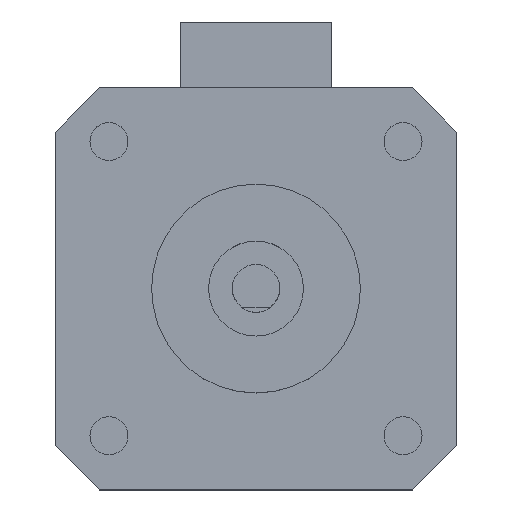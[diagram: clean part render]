
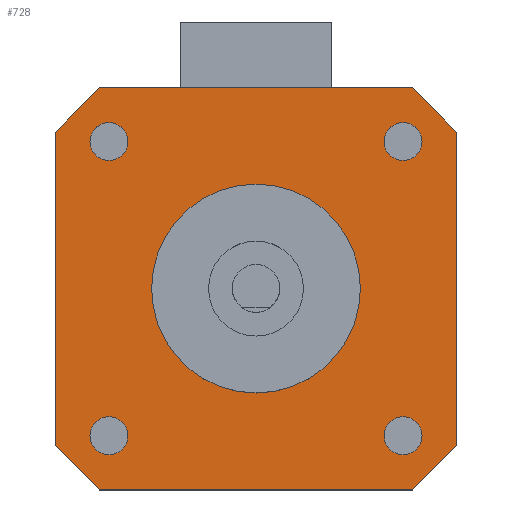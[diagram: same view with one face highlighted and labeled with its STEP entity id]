
A CAD part, top view. The second image highlights one B-rep face of the part: STEP entity #728.
In plain terms, the highlighted planar face has unit normal (0, 0, 1).
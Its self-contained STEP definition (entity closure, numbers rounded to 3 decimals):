
#113=DIRECTION('',(1.,0.,0.));
#114=VECTOR('',#113,33.);
#115=CARTESIAN_POINT('',(4.65,0.,41.));
#116=LINE('',#115,#114);
#117=DIRECTION('',(0.707,-0.707,0.));
#118=VECTOR('',#117,6.576);
#119=CARTESIAN_POINT('',(0.,4.65,41.));
#120=LINE('',#119,#118);
#121=DIRECTION('',(0.,-1.,0.));
#122=VECTOR('',#121,33.);
#123=CARTESIAN_POINT('',(0.,37.65,41.));
#124=LINE('',#123,#122);
#125=DIRECTION('',(-0.707,-0.707,0.));
#126=VECTOR('',#125,6.576);
#127=CARTESIAN_POINT('',(4.65,42.3,41.));
#128=LINE('',#127,#126);
#129=DIRECTION('',(-1.,0.,0.));
#130=VECTOR('',#129,33.);
#131=CARTESIAN_POINT('',(37.65,42.3,41.));
#132=LINE('',#131,#130);
#133=DIRECTION('',(-0.707,0.707,0.));
#134=VECTOR('',#133,6.576);
#135=CARTESIAN_POINT('',(42.3,37.65,41.));
#136=LINE('',#135,#134);
#137=DIRECTION('',(0.,1.,0.));
#138=VECTOR('',#137,33.);
#139=CARTESIAN_POINT('',(42.3,4.65,41.));
#140=LINE('',#139,#138);
#141=DIRECTION('',(0.707,0.707,0.));
#142=VECTOR('',#141,6.576);
#143=CARTESIAN_POINT('',(37.65,0.,41.));
#144=LINE('',#143,#142);
#145=CARTESIAN_POINT('',(5.65,36.65,41.));
#146=DIRECTION('',(0.,0.,1.));
#147=DIRECTION('',(1.,0.,0.));
#148=AXIS2_PLACEMENT_3D('',#145,#146,#147);
#150=CARTESIAN_POINT('',(5.65,36.65,41.));
#151=DIRECTION('',(0.,0.,1.));
#152=DIRECTION('',(-1.,0.,0.));
#153=AXIS2_PLACEMENT_3D('',#150,#151,#152);
#155=CARTESIAN_POINT('',(36.65,36.65,41.));
#156=DIRECTION('',(0.,0.,1.));
#157=DIRECTION('',(1.,0.,0.));
#158=AXIS2_PLACEMENT_3D('',#155,#156,#157);
#160=CARTESIAN_POINT('',(36.65,36.65,41.));
#161=DIRECTION('',(0.,0.,1.));
#162=DIRECTION('',(-1.,0.,0.));
#163=AXIS2_PLACEMENT_3D('',#160,#161,#162);
#165=CARTESIAN_POINT('',(5.65,5.65,41.));
#166=DIRECTION('',(0.,0.,1.));
#167=DIRECTION('',(1.,0.,0.));
#168=AXIS2_PLACEMENT_3D('',#165,#166,#167);
#170=CARTESIAN_POINT('',(5.65,5.65,41.));
#171=DIRECTION('',(0.,0.,1.));
#172=DIRECTION('',(-1.,0.,0.));
#173=AXIS2_PLACEMENT_3D('',#170,#171,#172);
#175=CARTESIAN_POINT('',(36.65,5.65,41.));
#176=DIRECTION('',(0.,0.,1.));
#177=DIRECTION('',(1.,0.,0.));
#178=AXIS2_PLACEMENT_3D('',#175,#176,#177);
#180=CARTESIAN_POINT('',(36.65,5.65,41.));
#181=DIRECTION('',(0.,0.,1.));
#182=DIRECTION('',(-1.,0.,0.));
#183=AXIS2_PLACEMENT_3D('',#180,#181,#182);
#185=CARTESIAN_POINT('',(21.15,21.15,41.));
#186=DIRECTION('',(0.,0.,1.));
#187=DIRECTION('',(1.,0.,0.));
#188=AXIS2_PLACEMENT_3D('',#185,#186,#187);
#190=CARTESIAN_POINT('',(21.15,21.15,41.));
#191=DIRECTION('',(0.,0.,1.));
#192=DIRECTION('',(-1.,0.,0.));
#193=AXIS2_PLACEMENT_3D('',#190,#191,#192);
#383=CARTESIAN_POINT('',(4.65,0.,41.));
#384=CARTESIAN_POINT('',(37.65,0.,41.));
#385=VERTEX_POINT('',#383);
#386=VERTEX_POINT('',#384);
#387=CARTESIAN_POINT('',(42.3,4.65,41.));
#388=VERTEX_POINT('',#387);
#389=CARTESIAN_POINT('',(42.3,37.65,41.));
#390=VERTEX_POINT('',#389);
#391=CARTESIAN_POINT('',(37.65,42.3,41.));
#392=VERTEX_POINT('',#391);
#393=CARTESIAN_POINT('',(4.65,42.3,41.));
#394=VERTEX_POINT('',#393);
#395=CARTESIAN_POINT('',(0.,37.65,41.));
#396=VERTEX_POINT('',#395);
#397=CARTESIAN_POINT('',(0.,4.65,41.));
#398=VERTEX_POINT('',#397);
#403=CARTESIAN_POINT('',(7.65,36.65,41.));
#404=CARTESIAN_POINT('',(3.65,36.65,41.));
#405=VERTEX_POINT('',#403);
#406=VERTEX_POINT('',#404);
#419=CARTESIAN_POINT('',(38.65,36.65,41.));
#420=CARTESIAN_POINT('',(34.65,36.65,41.));
#421=VERTEX_POINT('',#419);
#422=VERTEX_POINT('',#420);
#423=CARTESIAN_POINT('',(7.65,5.65,41.));
#424=CARTESIAN_POINT('',(3.65,5.65,41.));
#425=VERTEX_POINT('',#423);
#426=VERTEX_POINT('',#424);
#427=CARTESIAN_POINT('',(38.65,5.65,41.));
#428=CARTESIAN_POINT('',(34.65,5.65,41.));
#429=VERTEX_POINT('',#427);
#430=VERTEX_POINT('',#428);
#439=CARTESIAN_POINT('',(32.15,21.15,41.));
#440=CARTESIAN_POINT('',(10.15,21.15,41.));
#441=VERTEX_POINT('',#439);
#442=VERTEX_POINT('',#440);
#683=CARTESIAN_POINT('',(0.,0.,41.));
#684=DIRECTION('',(0.,0.,1.));
#685=DIRECTION('',(1.,0.,0.));
#686=AXIS2_PLACEMENT_3D('',#683,#684,#685);
#687=PLANE('',#686);
#688=ORIENTED_EDGE('',*,*,#636,.F.);
#689=ORIENTED_EDGE('',*,*,#650,.F.);
#690=ORIENTED_EDGE('',*,*,#664,.F.);
#691=ORIENTED_EDGE('',*,*,#677,.F.);
#692=ORIENTED_EDGE('',*,*,#523,.F.);
#693=ORIENTED_EDGE('',*,*,#594,.F.);
#694=ORIENTED_EDGE('',*,*,#608,.F.);
#695=ORIENTED_EDGE('',*,*,#622,.F.);
#696=EDGE_LOOP('',(#688,#689,#690,#691,#692,#693,#694,#695));
#697=FACE_OUTER_BOUND('',#696,.F.);
#699=ORIENTED_EDGE('',*,*,#698,.T.);
#701=ORIENTED_EDGE('',*,*,#700,.T.);
#702=EDGE_LOOP('',(#699,#701));
#703=FACE_BOUND('',#702,.F.);
#705=ORIENTED_EDGE('',*,*,#704,.T.);
#707=ORIENTED_EDGE('',*,*,#706,.T.);
#708=EDGE_LOOP('',(#705,#707));
#709=FACE_BOUND('',#708,.F.);
#711=ORIENTED_EDGE('',*,*,#710,.T.);
#713=ORIENTED_EDGE('',*,*,#712,.T.);
#714=EDGE_LOOP('',(#711,#713));
#715=FACE_BOUND('',#714,.F.);
#717=ORIENTED_EDGE('',*,*,#716,.T.);
#719=ORIENTED_EDGE('',*,*,#718,.T.);
#720=EDGE_LOOP('',(#717,#719));
#721=FACE_BOUND('',#720,.F.);
#723=ORIENTED_EDGE('',*,*,#722,.T.);
#725=ORIENTED_EDGE('',*,*,#724,.T.);
#726=EDGE_LOOP('',(#723,#725));
#727=FACE_BOUND('',#726,.F.);
#728=ADVANCED_FACE('',(#697,#703,#709,#715,#721,#727),#687,.T.);
#149=CIRCLE('',#148,2.);
#154=CIRCLE('',#153,2.);
#159=CIRCLE('',#158,2.);
#164=CIRCLE('',#163,2.);
#169=CIRCLE('',#168,2.);
#174=CIRCLE('',#173,2.);
#179=CIRCLE('',#178,2.);
#184=CIRCLE('',#183,2.);
#189=CIRCLE('',#188,11.);
#194=CIRCLE('',#193,11.);
#523=EDGE_CURVE('',#392,#394,#132,.T.);
#594=EDGE_CURVE('',#390,#392,#136,.T.);
#608=EDGE_CURVE('',#388,#390,#140,.T.);
#622=EDGE_CURVE('',#386,#388,#144,.T.);
#636=EDGE_CURVE('',#385,#386,#116,.T.);
#650=EDGE_CURVE('',#398,#385,#120,.T.);
#664=EDGE_CURVE('',#396,#398,#124,.T.);
#677=EDGE_CURVE('',#394,#396,#128,.T.);
#698=EDGE_CURVE('',#405,#406,#149,.T.);
#700=EDGE_CURVE('',#406,#405,#154,.T.);
#704=EDGE_CURVE('',#421,#422,#159,.T.);
#706=EDGE_CURVE('',#422,#421,#164,.T.);
#710=EDGE_CURVE('',#425,#426,#169,.T.);
#712=EDGE_CURVE('',#426,#425,#174,.T.);
#716=EDGE_CURVE('',#429,#430,#179,.T.);
#718=EDGE_CURVE('',#430,#429,#184,.T.);
#722=EDGE_CURVE('',#441,#442,#189,.T.);
#724=EDGE_CURVE('',#442,#441,#194,.T.);
